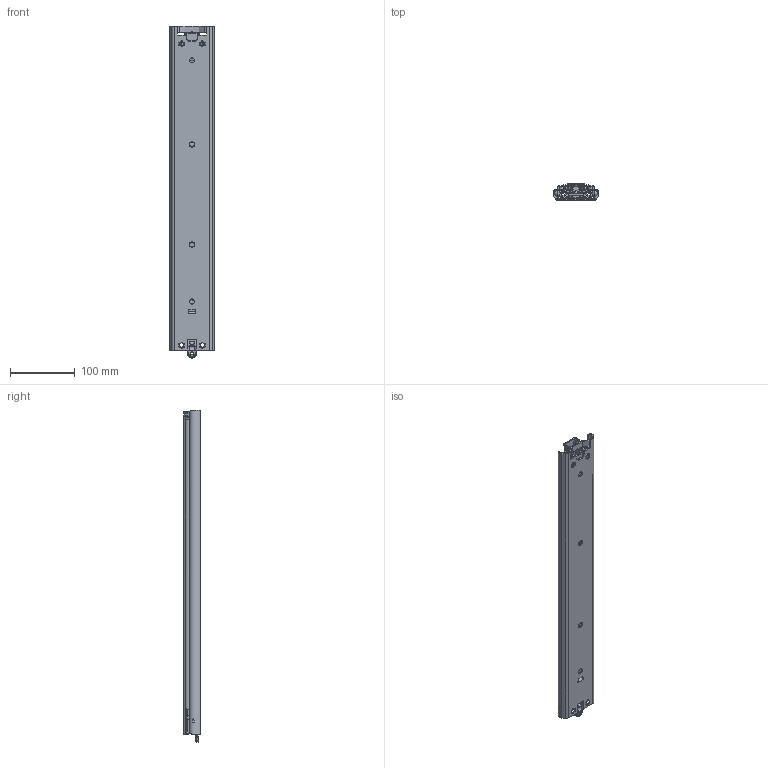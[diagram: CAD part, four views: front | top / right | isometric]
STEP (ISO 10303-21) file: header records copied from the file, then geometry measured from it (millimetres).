
FILE_DESCRIPTION(/* description */ ('CONDOR 500.0 / 750.0 (25.1mm)'),/* implementation_level */ '2;1');
FILE_NAME(/* name */ '111-M34_01_in.stp',/* time_stamp */ '2024-05-14T09:31:09+02:00',/* author */ ('m.meijers'),/* organization */ (''),/* preprocessor_version */ 'ST-DEVELOPER v18.1',/* originating_system */ 'Autodesk Inventor 2022',/* authorisation */ '');
FILE_SCHEMA (('AUTOMOTIVE_DESIGN { 1 0 10303 214 3 1 1 }'));
Length unit declared in the file: millimetre
Products named in the file (23): 111-M34; 111-M34_1; 111-M34_2; 111-M34_3; 111-M34_4; 111-M34_5; 111-M34_6; 111-M34_7; 111-M34_8; 111-M34_9; 111-M34_10; 111-M34_11; 111-M34_12; 111-M34_13; 111-M34_14; 111-M34_15; 111-M34_16; 111-M34_17; 111-M34_18; 921587; 921615; 921614; 922063
Assembly tree (90 placements, depth 4):
  111-M34
    111-M34_2
    111-M34_1
      111-M34_2
      111-M34_3
    111-M34_4
      111-M34_5
      111-M34_6  x22
    111-M34_7
      111-M34_8
    111-M34_9
      111-M34_10
      111-M34_11  x24
    111-M34_12
      111-M34_13
    111-M34_14
      111-M34_15
      111-M34_16  x24
    111-M34_17
      111-M34_18
      921587
      921615
        921614
        922063
Bounding box: 70.9 x 25.16 x 512.2 mm (x, y, z)
Volume: 300697.5 mm3; surface area: 365598.4 mm2
Topology: 80 solids, 80 shells, 2215 faces, 6413 edges, 4200 vertices
Faces by surface type: plane 1113, cylinder 912, sphere 74, cone 62, bspline 40, torus 14
Full cylindrical faces by diameter (mm): 2 x1, 4.5 x1, 8 x6, 11 x2, 12 x1
Entity records: 77685 total; most frequent: CARTESIAN_POINT 18672, ORIENTED_EDGE 12412, DIRECTION 12251, EDGE_CURVE 6206, AXIS2_PLACEMENT_3D 4157, VERTEX_POINT 4066, LINE 3937, VECTOR 3937
